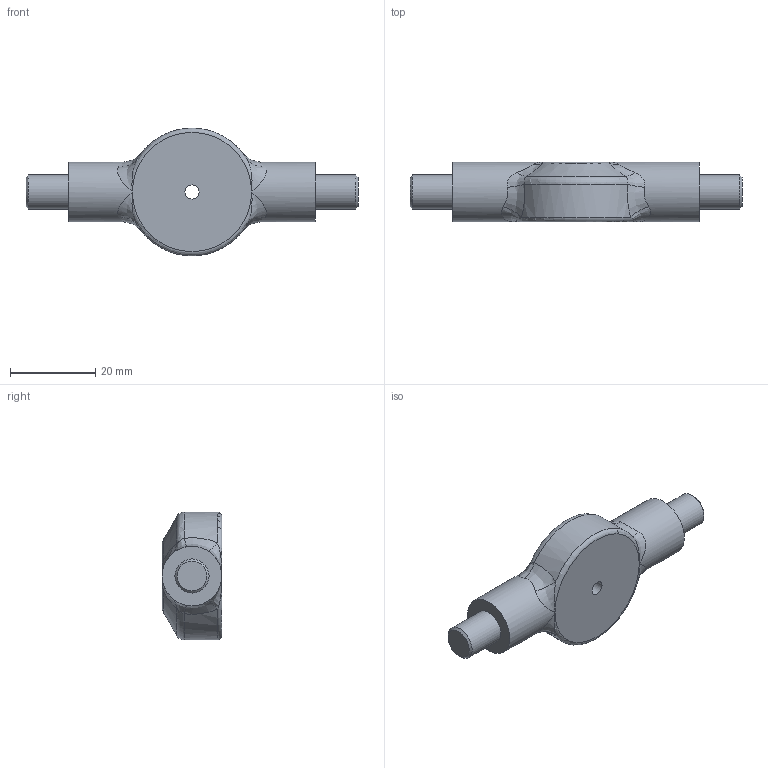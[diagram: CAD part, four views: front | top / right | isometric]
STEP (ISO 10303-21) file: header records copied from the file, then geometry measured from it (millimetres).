
FILE_DESCRIPTION (( 'STEP AP203' ), '1' );
FILE_NAME ('ML-EQHD-019 3D Print Al.STEP', '2025-01-04T13:10:15', ( '' ), ( '' ), 'SwSTEP 2.0', 'SolidWorks 2025', '' );
FILE_SCHEMA (( 'CONFIG_CONTROL_DESIGN' ));
Length unit declared in the file: millimetre
Products named in the file (1): ML-EQHD-019 3D Print Al
Bounding box: 78 x 14 x 30 mm (x, y, z)
Volume: 14355.5 mm3; surface area: 4343.6 mm2
Topology: 1 solids, 1 shells, 43 faces, 95 edges, 48 vertices
Faces by surface type: bspline 20, cylinder 7, plane 6, torus 6, cone 4
Full cylindrical faces by diameter (mm): 3.3 x1, 8 x2, 14 x2
Entity records: 2147 total; most frequent: CARTESIAN_POINT 1348, ORIENTED_EDGE 156, DIRECTION 124, EDGE_CURVE 78, AXIS2_PLACEMENT_3D 62, EDGE_LOOP 54, FACE_OUTER_BOUND 48, VERTEX_POINT 46
